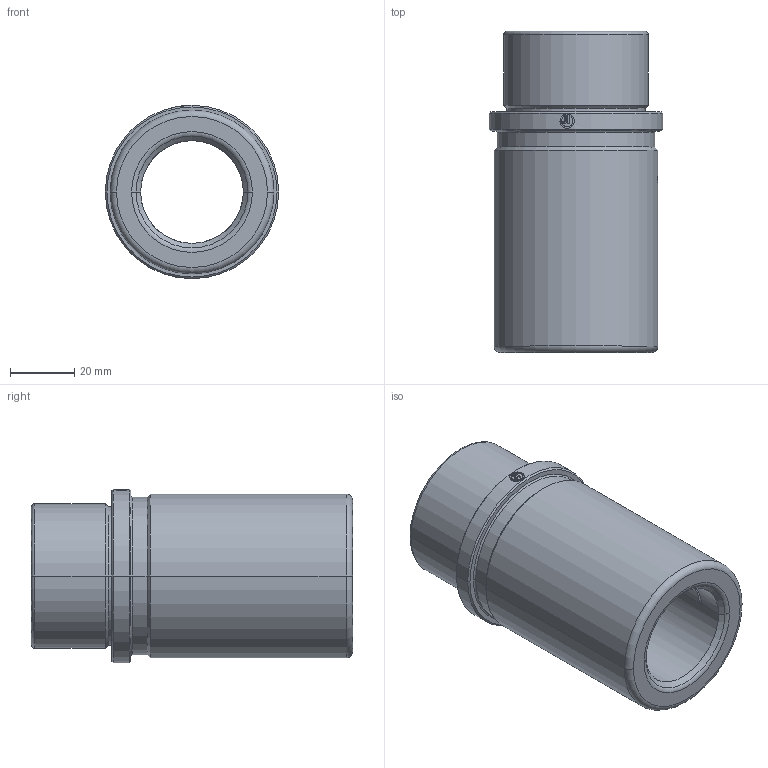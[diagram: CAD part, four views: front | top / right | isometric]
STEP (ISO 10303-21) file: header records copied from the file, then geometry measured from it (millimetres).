
FILE_DESCRIPTION (( 'STEP AP214' ), '1' );
FILE_NAME ('665QM 628QM-D32.STEP', '2021-11-07T03:51:51', ( '' ), ( '' ), 'SwSTEP 2.0', 'SolidWorks 2016', '' );
FILE_SCHEMA (( 'AUTOMOTIVE_DESIGN' ));
Length unit declared in the file: millimetre
Products named in the file (2): 665QM 628QM-D32
Bounding box: 54 x 100 x 54 mm (x, y, z)
Volume: 112013.5 mm3; surface area: 28739.9 mm2
Topology: 1 solids, 1 shells, 89 faces, 208 edges, 123 vertices
Faces by surface type: bspline 30, cylinder 25, plane 14, torus 10, cone 10
Entity records: 7829 total; most frequent: CARTESIAN_POINT 5996, ORIENTED_EDGE 416, DIRECTION 306, EDGE_CURVE 208, AXIS2_PLACEMENT_3D 129, VERTEX_POINT 123, EDGE_LOOP 95, B_SPLINE_CURVE_WITH_KNOTS 92
